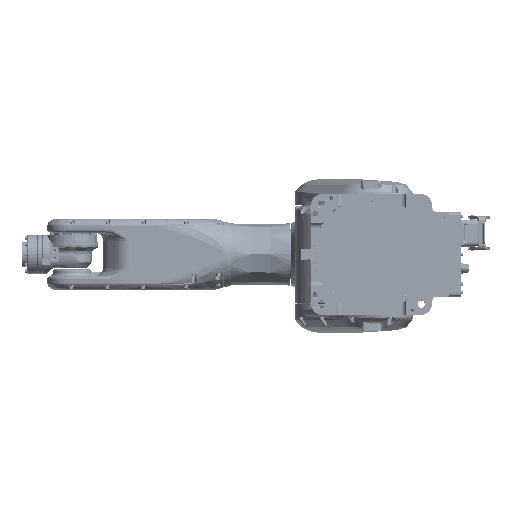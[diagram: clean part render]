
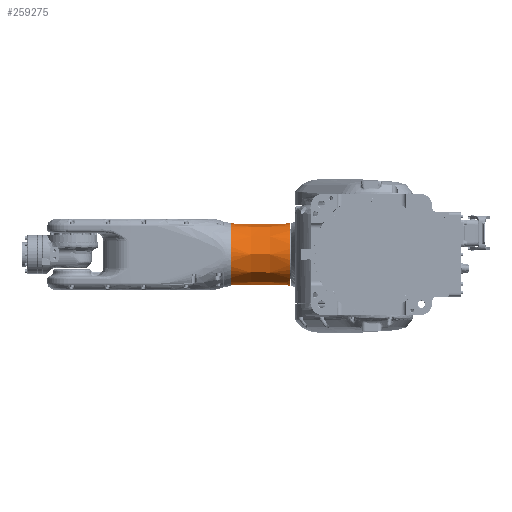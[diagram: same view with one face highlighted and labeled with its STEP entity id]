
A CAD part, front view. The second image highlights one B-rep face of the part: STEP entity #259275.
In plain terms, the highlighted free-form (B-spline) face has degree [3, 3] with [4, 4] control points.
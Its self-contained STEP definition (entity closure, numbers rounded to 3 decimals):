
#9449 = ORIENTED_EDGE ( 'NONE', *, *, #20392, .T. ) ;
#13011 = CARTESIAN_POINT ( 'NONE',  ( 93.921, 0., -49.913 ) ) ;
#17316 = AXIS2_PLACEMENT_3D ( 'NONE', #395860, #265896, #34871 ) ;
#18621 = CARTESIAN_POINT ( 'NONE',  ( 46.241, 0., 648.016 ) ) ;
#19425 = VERTEX_POINT ( 'NONE', #168514 ) ;
#20392 = EDGE_CURVE ( 'NONE', #19425, #84669, #154055, .T. ) ;
#23988 = CARTESIAN_POINT ( 'NONE',  ( 93.921, 0., -49.913 ) ) ;
#33293 = CARTESIAN_POINT ( 'NONE',  ( 93.921, -99.826, 49.913 ) ) ;
#34871 = DIRECTION ( 'NONE',  ( 0., 0., 1. ) ) ;
#35863 = EDGE_CURVE ( 'NONE', #222018, #84669, #70224, .T. ) ;
#64662 = CARTESIAN_POINT ( 'NONE',  ( 62.649, -94.84, 47.42 ) ) ;
#66045 = CARTESIAN_POINT ( 'NONE',  ( 62.649, 0., -47.42 ) ) ;
#67474 = CARTESIAN_POINT ( 'NONE',  ( 0., 0., 49.8 ) ) ;
#68883 = CARTESIAN_POINT ( 'NONE',  ( 0., -99.6, 49.8 ) ) ;
#70224 = CIRCLE ( 'NONE', #253569, 600. ) ;
#70452 = CARTESIAN_POINT ( 'NONE',  ( 0., -99.6, -49.8 ) ) ;
#78483 = DIRECTION ( 'NONE',  ( 0., 0., 1. ) ) ;
#80632 = EDGE_CURVE ( 'NONE', #222916, #19425, #266655, .T. ) ;
#84669 = VERTEX_POINT ( 'NONE', #168396 ) ;
#100395 = CARTESIAN_POINT ( 'NONE',  ( 31.278, -94.765, -47.382 ) ) ;
#101925 = ORIENTED_EDGE ( 'NONE', *, *, #35863, .F. ) ;
#103210 = CARTESIAN_POINT ( 'NONE',  ( 0., 0., -49.8 ) ) ;
#129498 =( BOUNDED_SURFACE ( )  B_SPLINE_SURFACE ( 3, 3, ( 
 ( #23988, #410666, #33293, #295785 ),
 ( #66045, #394283, #64662, #292946 ),
 ( #328598, #100395, #358571, #130387 ),
 ( #103210, #325805, #68883, #67474 ) ),
 .UNSPECIFIED., .F., .F., .F. ) 
 B_SPLINE_SURFACE_WITH_KNOTS ( ( 4, 4 ),
 ( 4, 4 ),
 ( 0., 1. ),
 ( 0., 1. ),
 .UNSPECIFIED. ) 
 GEOMETRIC_REPRESENTATION_ITEM ( )  RATIONAL_B_SPLINE_SURFACE ( (
 ( 1., 0.333, 0.333, 1.),
 ( 0.998, 0.333, 0.333, 0.998),
 ( 0.998, 0.333, 0.333, 0.998),
 ( 1., 0.333, 0.333, 1.) ) ) 
 REPRESENTATION_ITEM ( '' )  SURFACE ( )  );
#130387 = CARTESIAN_POINT ( 'NONE',  ( 31.278, 0., 47.382 ) ) ;
#154055 =( BOUNDED_CURVE ( )  B_SPLINE_CURVE ( 3, ( #267312, #170474, #70452, #398660 ),
 .UNSPECIFIED., .F., .F. ) 
 B_SPLINE_CURVE_WITH_KNOTS ( ( 4, 4 ),
 ( 0., 1. ),
 .UNSPECIFIED. ) 
 CURVE ( )  GEOMETRIC_REPRESENTATION_ITEM ( )  RATIONAL_B_SPLINE_CURVE ( ( 1., 0.333, 0.333, 1. ) ) 
 REPRESENTATION_ITEM ( '' )  );
#168396 = CARTESIAN_POINT ( 'NONE',  ( 0., 0., -49.8 ) ) ;
#168514 = CARTESIAN_POINT ( 'NONE',  ( 0., 0., 49.8 ) ) ;
#170474 = CARTESIAN_POINT ( 'NONE',  ( 0., -99.6, 49.8 ) ) ;
#190682 = CARTESIAN_POINT ( 'NONE',  ( 46.241, 0., -648.016 ) ) ;
#222018 = VERTEX_POINT ( 'NONE', #13011 ) ;
#222916 = VERTEX_POINT ( 'NONE', #271842 ) ;
#224824 = DIRECTION ( 'NONE',  ( 0., 0., -1. ) ) ;
#246784 = DIRECTION ( 'NONE',  ( 0., 1., 0. ) ) ;
#253569 = AXIS2_PLACEMENT_3D ( 'NONE', #190682, #319082, #224824 ) ;
#259275 = ADVANCED_FACE ( 'NONE', ( #289079 ), #129498, .F. ) ;
#265896 = DIRECTION ( 'NONE',  ( 1., 0., 0. ) ) ;
#266655 = CIRCLE ( 'NONE', #386512, 600. ) ;
#267312 = CARTESIAN_POINT ( 'NONE',  ( 0., 0., 49.8 ) ) ;
#271842 = CARTESIAN_POINT ( 'NONE',  ( 93.921, 0., 49.913 ) ) ;
#286371 = ORIENTED_EDGE ( 'NONE', *, *, #80632, .T. ) ;
#289079 = FACE_OUTER_BOUND ( 'NONE', #315039, .T. ) ;
#292946 = CARTESIAN_POINT ( 'NONE',  ( 62.649, 0., 47.42 ) ) ;
#295785 = CARTESIAN_POINT ( 'NONE',  ( 93.921, 0., 49.913 ) ) ;
#315039 = EDGE_LOOP ( 'NONE', ( #101925, #374660, #286371, #9449 ) ) ;
#319082 = DIRECTION ( 'NONE',  ( 0., -1., 0. ) ) ;
#325805 = CARTESIAN_POINT ( 'NONE',  ( 0., -99.6, -49.8 ) ) ;
#328598 = CARTESIAN_POINT ( 'NONE',  ( 31.278, 0., -47.382 ) ) ;
#355700 = CIRCLE ( 'NONE', #17316, 49.913 ) ;
#358571 = CARTESIAN_POINT ( 'NONE',  ( 31.278, -94.765, 47.382 ) ) ;
#374660 = ORIENTED_EDGE ( 'NONE', *, *, #417619, .F. ) ;
#386512 = AXIS2_PLACEMENT_3D ( 'NONE', #18621, #246784, #78483 ) ;
#394283 = CARTESIAN_POINT ( 'NONE',  ( 62.649, -94.84, -47.42 ) ) ;
#395860 = CARTESIAN_POINT ( 'NONE',  ( 93.921, 0., 0. ) ) ;
#398660 = CARTESIAN_POINT ( 'NONE',  ( 0., 0., -49.8 ) ) ;
#410666 = CARTESIAN_POINT ( 'NONE',  ( 93.921, -99.826, -49.913 ) ) ;
#417619 = EDGE_CURVE ( 'NONE', #222916, #222018, #355700, .T. ) ;
